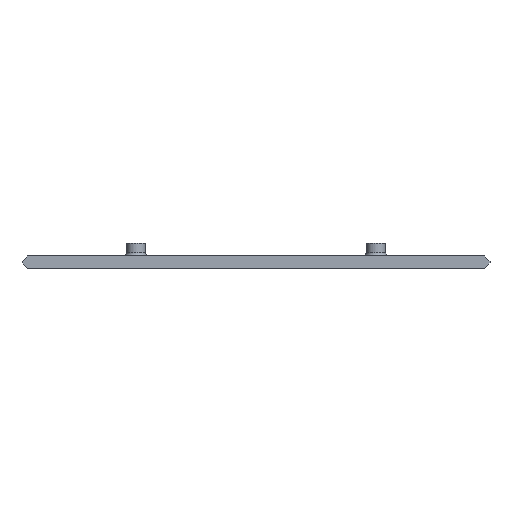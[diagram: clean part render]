
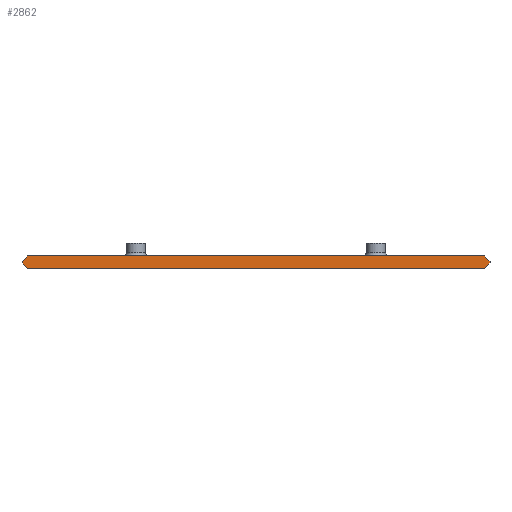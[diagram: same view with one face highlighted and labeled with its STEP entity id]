
A CAD part, front view. The second image highlights one B-rep face of the part: STEP entity #2862.
In plain terms, the highlighted planar face has unit normal (0, -1, 0).
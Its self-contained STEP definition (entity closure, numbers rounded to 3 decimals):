
#252=FACE_OUTER_BOUND('',#420,.T.);
#420=EDGE_LOOP('',(#2467,#2468,#2469,#2470,#2471,#2472,#2473,#2474));
#784=LINE('',#4423,#1144);
#787=LINE('',#4428,#1147);
#789=LINE('',#4432,#1149);
#791=LINE('',#4436,#1151);
#804=LINE('',#4531,#1164);
#805=LINE('',#4533,#1165);
#806=LINE('',#4535,#1166);
#807=LINE('',#4536,#1167);
#1144=VECTOR('',#3606,10.);
#1147=VECTOR('',#3611,10.);
#1149=VECTOR('',#3615,10.);
#1151=VECTOR('',#3619,10.);
#1164=VECTOR('',#3738,10.);
#1165=VECTOR('',#3739,10.);
#1166=VECTOR('',#3740,10.);
#1167=VECTOR('',#3741,10.);
#1395=VERTEX_POINT('',#4420);
#1396=VERTEX_POINT('',#4422);
#1397=VERTEX_POINT('',#4426);
#1398=VERTEX_POINT('',#4430);
#1399=VERTEX_POINT('',#4434);
#1428=VERTEX_POINT('',#4530);
#1429=VERTEX_POINT('',#4532);
#1430=VERTEX_POINT('',#4534);
#1764=EDGE_CURVE('',#1396,#1395,#784,.T.);
#1767=EDGE_CURVE('',#1395,#1397,#787,.T.);
#1769=EDGE_CURVE('',#1397,#1398,#789,.T.);
#1771=EDGE_CURVE('',#1398,#1399,#791,.T.);
#1816=EDGE_CURVE('',#1399,#1428,#804,.T.);
#1817=EDGE_CURVE('',#1428,#1429,#805,.T.);
#1818=EDGE_CURVE('',#1429,#1430,#806,.T.);
#1819=EDGE_CURVE('',#1430,#1396,#807,.T.);
#2467=ORIENTED_EDGE('',*,*,#1771,.T.);
#2468=ORIENTED_EDGE('',*,*,#1816,.T.);
#2469=ORIENTED_EDGE('',*,*,#1817,.T.);
#2470=ORIENTED_EDGE('',*,*,#1818,.T.);
#2471=ORIENTED_EDGE('',*,*,#1819,.T.);
#2472=ORIENTED_EDGE('',*,*,#1764,.T.);
#2473=ORIENTED_EDGE('',*,*,#1767,.T.);
#2474=ORIENTED_EDGE('',*,*,#1769,.T.);
#2724=PLANE('',#3046);
#2862=ADVANCED_FACE('',(#252),#2724,.T.);
#3046=AXIS2_PLACEMENT_3D('',#4529,#3736,#3737);
#3606=DIRECTION('',(0.707,0.,0.707));
#3611=DIRECTION('',(0.,0.,1.));
#3615=DIRECTION('',(-0.707,0.,0.707));
#3619=DIRECTION('',(-1.,0.,0.));
#3736=DIRECTION('center_axis',(0.,-1.,0.));
#3737=DIRECTION('ref_axis',(0.,0.,-1.));
#3738=DIRECTION('',(-0.707,0.,-0.707));
#3739=DIRECTION('',(0.,0.,-1.));
#3740=DIRECTION('',(0.707,0.,-0.707));
#3741=DIRECTION('',(1.,0.,0.));
#4420=CARTESIAN_POINT('',(74.3,-15.,-0.2));
#4422=CARTESIAN_POINT('',(72.5,-15.,-2.));
#4423=CARTESIAN_POINT('',(74.3,-15.,-0.2));
#4426=CARTESIAN_POINT('',(74.3,-15.,0.2));
#4428=CARTESIAN_POINT('',(74.3,-15.,0.2));
#4430=CARTESIAN_POINT('',(72.5,-15.,2.));
#4432=CARTESIAN_POINT('',(72.5,-15.,2.));
#4434=CARTESIAN_POINT('',(-72.5,-15.,2.));
#4436=CARTESIAN_POINT('',(-72.5,-15.,2.));
#4529=CARTESIAN_POINT('Origin',(0.,-15.,0.));
#4530=CARTESIAN_POINT('',(-74.3,-15.,0.2));
#4531=CARTESIAN_POINT('',(-72.5,-15.,2.));
#4532=CARTESIAN_POINT('',(-74.3,-15.,-0.2));
#4533=CARTESIAN_POINT('',(-74.3,-15.,0.));
#4534=CARTESIAN_POINT('',(-72.5,-15.,-2.));
#4535=CARTESIAN_POINT('',(-74.3,-15.,-0.2));
#4536=CARTESIAN_POINT('',(72.5,-15.,-2.));
